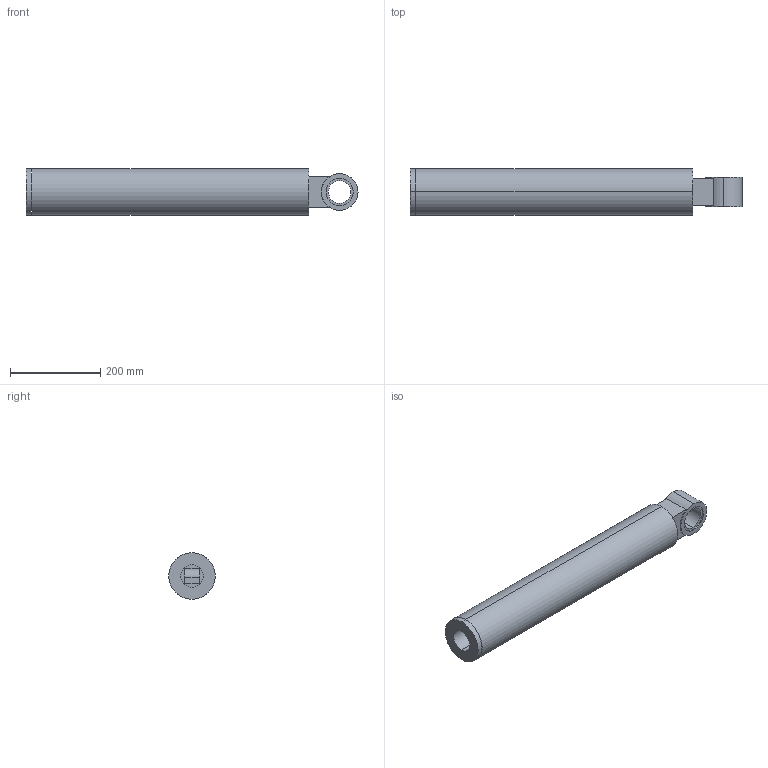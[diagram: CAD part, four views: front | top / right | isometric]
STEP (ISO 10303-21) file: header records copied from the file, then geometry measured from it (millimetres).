
FILE_DESCRIPTION (( 'STEP AP203' ), '1' );
FILE_NAME ('缸_动臂油缸_HSG80／50-900_70_sldprt.STEP', '2024-04-30T10:36:15', ( '' ), ( '' ), 'SwSTEP 2.0', 'SolidWorks 2022', '' );
FILE_SCHEMA (( 'CONFIG_CONTROL_DESIGN' ));
Length unit declared in the file: millimetre
Products named in the file (1): 缸_动臂油缸_HSG80／50-900_70_sldprt
Bounding box: 734.2 x 102.86 x 102.86 mm (x, y, z)
Volume: 3146901.3 mm3; surface area: 400334 mm2
Topology: 2 solids, 2 shells, 39 faces, 81 edges, 54 vertices
Faces by surface type: plane 20, cylinder 19
Entity records: 1134 total; most frequent: DIRECTION 201, CARTESIAN_POINT 175, ORIENTED_EDGE 162, EDGE_CURVE 81, AXIS2_PLACEMENT_3D 80, VERTEX_POINT 54, EDGE_LOOP 49, LINE 41
